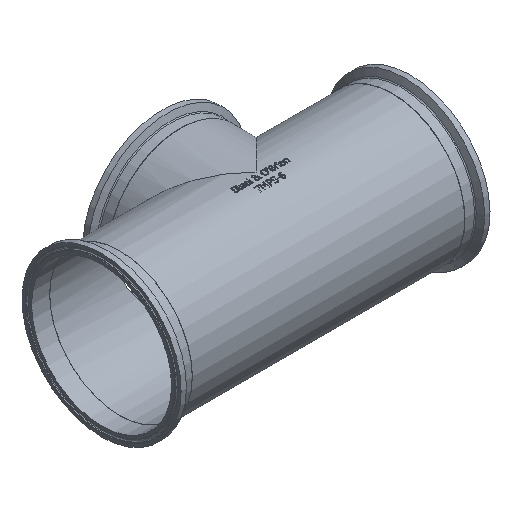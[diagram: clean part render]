
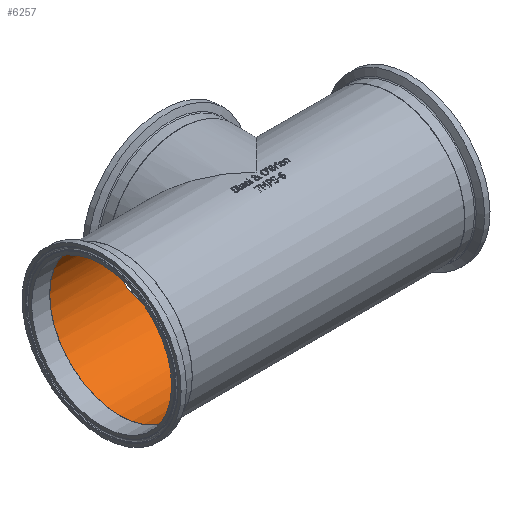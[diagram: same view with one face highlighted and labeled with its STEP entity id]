
A CAD part, isometric view. The second image highlights one B-rep face of the part: STEP entity #6257.
In plain terms, the highlighted cylindrical face has radius 73.431 mm (diameter 146.863 mm), a full revolution.
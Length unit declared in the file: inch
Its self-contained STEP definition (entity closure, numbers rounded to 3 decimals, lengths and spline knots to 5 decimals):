
#66=ELLIPSE('',#6589,4.08849,2.891);
#67=ELLIPSE('',#6590,4.08849,2.891);
#111=FACE_BOUND('',#1487,.T.);
#112=FACE_BOUND('',#1488,.T.);
#113=FACE_BOUND('',#1489,.T.);
#1487=EDGE_LOOP('',(#5723,#5724));
#1488=EDGE_LOOP('',(#5725));
#1489=EDGE_LOOP('',(#5726));
#2471=CIRCLE('',#6595,2.891);
#2472=CIRCLE('',#6597,2.891);
#3083=VERTEX_POINT('',#13704);
#3084=VERTEX_POINT('',#13705);
#3086=VERTEX_POINT('',#13713);
#3087=VERTEX_POINT('',#13716);
#3978=EDGE_CURVE('',#3083,#3084,#66,.T.);
#3979=EDGE_CURVE('',#3084,#3083,#67,.T.);
#3981=EDGE_CURVE('',#3086,#3086,#2471,.T.);
#3982=EDGE_CURVE('',#3087,#3087,#2472,.T.);
#5723=ORIENTED_EDGE('',*,*,#3978,.T.);
#5724=ORIENTED_EDGE('',*,*,#3979,.T.);
#5725=ORIENTED_EDGE('',*,*,#3982,.F.);
#5726=ORIENTED_EDGE('',*,*,#3981,.T.);
#5846=CYLINDRICAL_SURFACE('',#6596,2.891);
#6257=ADVANCED_FACE('',(#111,#112,#113),#5846,.F.);
#6589=AXIS2_PLACEMENT_3D('',#13706,#7647,#7648);
#6590=AXIS2_PLACEMENT_3D('',#13707,#7649,#7650);
#6595=AXIS2_PLACEMENT_3D('',#13714,#7659,#7660);
#6596=AXIS2_PLACEMENT_3D('',#13715,#7661,#7662);
#6597=AXIS2_PLACEMENT_3D('',#13717,#7663,#7664);
#7647=DIRECTION('center_axis',(0.707,0.707,0.));
#7648=DIRECTION('ref_axis',(-0.707,0.707,0.));
#7649=DIRECTION('center_axis',(-0.707,0.707,0.));
#7650=DIRECTION('ref_axis',(-0.707,-0.707,0.));
#7659=DIRECTION('center_axis',(1.,0.,0.));
#7660=DIRECTION('ref_axis',(0.,0.,-1.));
#7661=DIRECTION('center_axis',(1.,0.,0.));
#7662=DIRECTION('ref_axis',(0.,1.,0.));
#7663=DIRECTION('center_axis',(1.,0.,0.));
#7664=DIRECTION('ref_axis',(0.,0.,-1.));
#13704=CARTESIAN_POINT('',(6.375,0.,-2.891));
#13705=CARTESIAN_POINT('',(6.375,0.,2.891));
#13706=CARTESIAN_POINT('Origin',(6.375,0.,0.));
#13707=CARTESIAN_POINT('Origin',(6.375,0.,0.));
#13713=CARTESIAN_POINT('',(12.,2.891,0.));
#13714=CARTESIAN_POINT('Origin',(12.,0.,0.));
#13715=CARTESIAN_POINT('Origin',(6.375,0.,0.));
#13716=CARTESIAN_POINT('',(0.75,2.891,0.));
#13717=CARTESIAN_POINT('Origin',(0.75,0.,0.));
